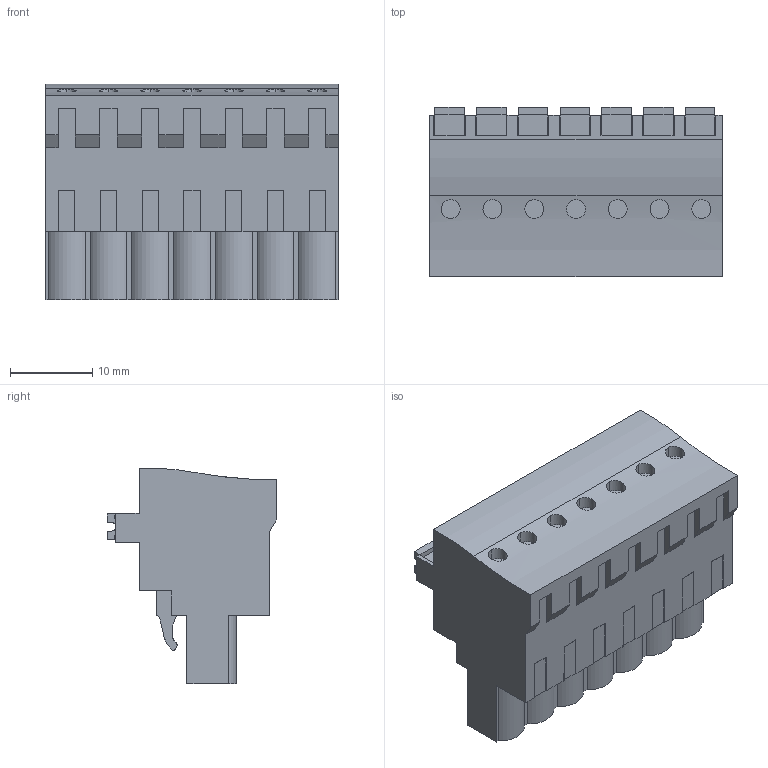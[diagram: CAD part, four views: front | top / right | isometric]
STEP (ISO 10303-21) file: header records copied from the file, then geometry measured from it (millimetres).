
FILE_DESCRIPTION(('CATIA V5 STEP Exchange','CAx-IF Rec.Pracs.--- Model Styling and Organization---1.2---2011-12-15'),'2;1');
FILE_NAME ('D1446261_0_1001580000_1001580000.stp','2017-09-08T11:47:00+00:00',('none'),('Weidmueller'),'CATIA Version 5-6 Release 2014','CATIA V5 STEP AP214','none');
FILE_SCHEMA(('AUTOMOTIVE_DESIGN { 1 0 10303 214 1 1 1 1 }'));
Length unit declared in the file: millimetre
Products named in the file (1): 1001580000
Bounding box: 35.56 x 20.64 x 26.24 mm (x, y, z)
Volume: 10863.7 mm3; surface area: 4985.9 mm2
Topology: 8 solids, 8 shells, 481 faces, 1380 edges, 943 vertices
Faces by surface type: plane 389, cylinder 84, extrusion 8
Entity records: 14812 total; most frequent: CARTESIAN_POINT 2943, ORIENTED_EDGE 2760, DIRECTION 1917, EDGE_CURVE 1380, VECTOR 1173, LINE 1165, VERTEX_POINT 943, EDGE_LOOP 509
